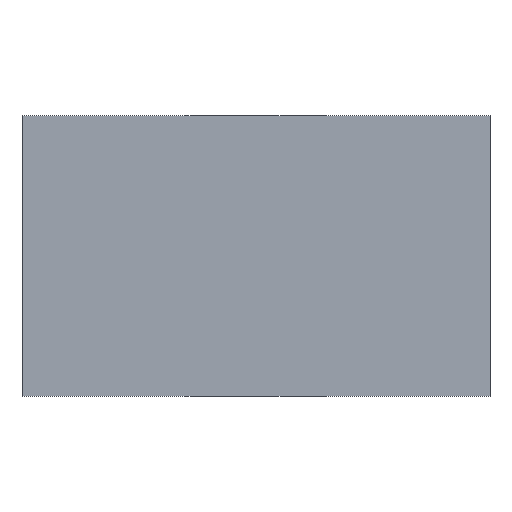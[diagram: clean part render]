
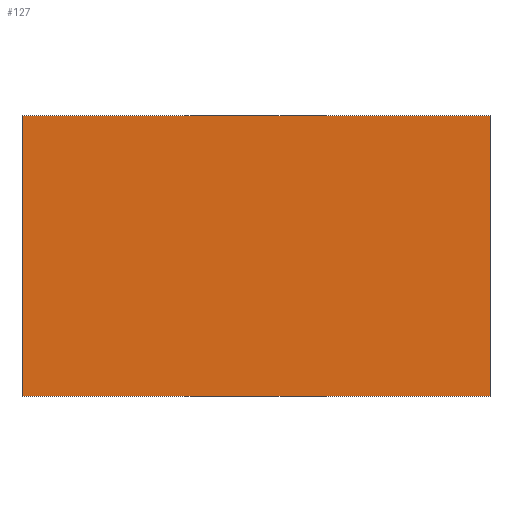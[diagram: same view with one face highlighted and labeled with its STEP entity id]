
A CAD part, front view. The second image highlights one B-rep face of the part: STEP entity #127.
In plain terms, the highlighted planar face has unit normal (0, -1, 0).
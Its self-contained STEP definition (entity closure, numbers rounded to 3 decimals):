
#1 = VECTOR ( 'NONE', #168, 1000. ) ;
#4 = DIRECTION ( 'NONE',  ( 0., 0., 1. ) ) ;
#9 = EDGE_CURVE ( 'NONE', #82, #84, #175, .T. ) ;
#10 = DIRECTION ( 'NONE',  ( 0., 1., 0. ) ) ;
#11 = CARTESIAN_POINT ( 'NONE',  ( -5., -30., 6. ) ) ;
#13 = CARTESIAN_POINT ( 'NONE',  ( 5., -30., 6. ) ) ;
#21 = ORIENTED_EDGE ( 'NONE', *, *, #221, .F. ) ;
#27 = VECTOR ( 'NONE', #47, 1000. ) ;
#28 = ORIENTED_EDGE ( 'NONE', *, *, #9, .T. ) ;
#45 = DIRECTION ( 'NONE',  ( 1., 0., 0. ) ) ;
#47 = DIRECTION ( 'NONE',  ( 0., 0., -1. ) ) ;
#56 = ORIENTED_EDGE ( 'NONE', *, *, #301, .F. ) ;
#76 = VECTOR ( 'NONE', #45, 1000. ) ;
#82 = VERTEX_POINT ( 'NONE', #126 ) ;
#84 = VERTEX_POINT ( 'NONE', #328 ) ;
#88 = LINE ( 'NONE', #306, #76 ) ;
#91 = EDGE_LOOP ( 'NONE', ( #394, #21, #56, #28 ) ) ;
#92 = FACE_OUTER_BOUND ( 'NONE', #91, .T. ) ;
#101 = VERTEX_POINT ( 'NONE', #196 ) ;
#126 = CARTESIAN_POINT ( 'NONE',  ( -5., -30., 6. ) ) ;
#127 = ADVANCED_FACE ( 'NONE', ( #92 ), #396, .F. ) ;
#132 = VECTOR ( 'NONE', #146, 1000. ) ;
#146 = DIRECTION ( 'NONE',  ( 0., 0., -1. ) ) ;
#168 = DIRECTION ( 'NONE',  ( 1., 0., 0. ) ) ;
#170 = LINE ( 'NONE', #11, #1 ) ;
#175 = LINE ( 'NONE', #343, #132 ) ;
#185 = EDGE_CURVE ( 'NONE', #84, #232, #88, .T. ) ;
#196 = CARTESIAN_POINT ( 'NONE',  ( 5., -30., 6. ) ) ;
#221 = EDGE_CURVE ( 'NONE', #101, #232, #423, .T. ) ;
#232 = VERTEX_POINT ( 'NONE', #268 ) ;
#268 = CARTESIAN_POINT ( 'NONE',  ( 5., -30., 0. ) ) ;
#301 = EDGE_CURVE ( 'NONE', #82, #101, #170, .T. ) ;
#306 = CARTESIAN_POINT ( 'NONE',  ( -5., -30., 0. ) ) ;
#322 = AXIS2_PLACEMENT_3D ( 'NONE', #326, #10, #4 ) ;
#326 = CARTESIAN_POINT ( 'NONE',  ( -5., -30., 6. ) ) ;
#328 = CARTESIAN_POINT ( 'NONE',  ( -5., -30., 0. ) ) ;
#343 = CARTESIAN_POINT ( 'NONE',  ( -5., -30., 6. ) ) ;
#394 = ORIENTED_EDGE ( 'NONE', *, *, #185, .T. ) ;
#396 = PLANE ( 'NONE',  #322 ) ;
#423 = LINE ( 'NONE', #13, #27 ) ;
